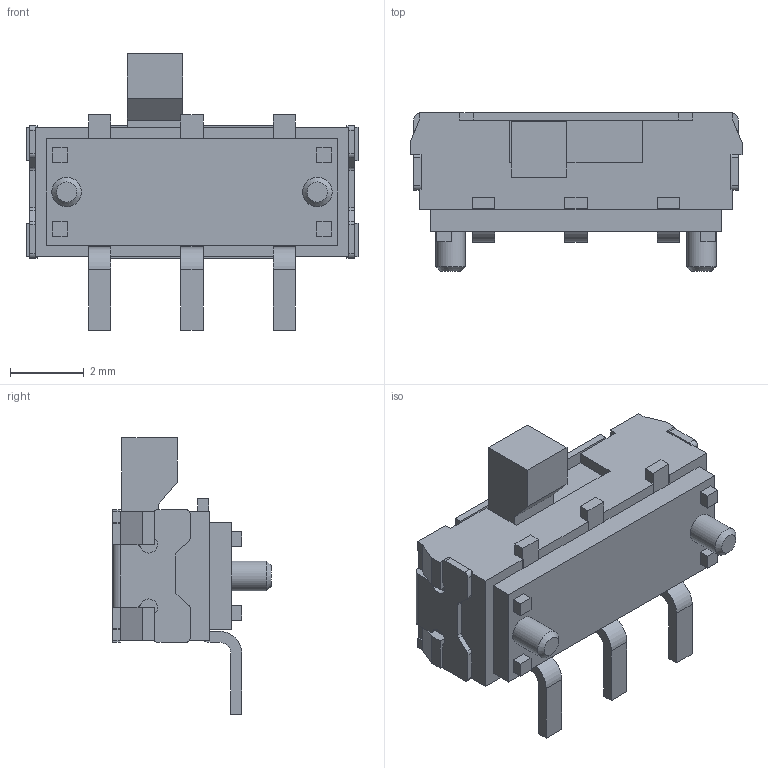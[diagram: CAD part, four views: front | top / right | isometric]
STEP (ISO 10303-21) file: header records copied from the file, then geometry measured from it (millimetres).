
FILE_DESCRIPTION( ( 'STEP AP214' ), ' ' );
FILE_NAME( 'CK_JS102011SAQN.stp', '2018-01-21T12:00:12', ( '' ), ( '' ), ' ', 'PARTsolutions', ' ' );
FILE_SCHEMA( ( 'AUTOMOTIVE_DESIGN { 1 0 10303 214 1 1 1 1 }' ) );
Length unit declared in the file: metre
Products named in the file (1): 1
Bounding box: 9 x 4.3 x 7.5 mm (x, y, z)
Volume: 99.6 mm3; surface area: 195.6 mm2
Topology: 1 solids, 1 shells, 277 faces, 777 edges, 508 vertices
Faces by surface type: plane 188, extrusion 47, cylinder 40, cone 2
Full cylindrical faces by diameter (mm): 0.8 x2
Entity records: 9301 total; most frequent: CARTESIAN_POINT 2278, ORIENTED_EDGE 1542, DIRECTION 1275, EDGE_CURVE 771, VECTOR 629, LINE 582, VERTEX_POINT 506, AXIS2_PLACEMENT_3D 323
